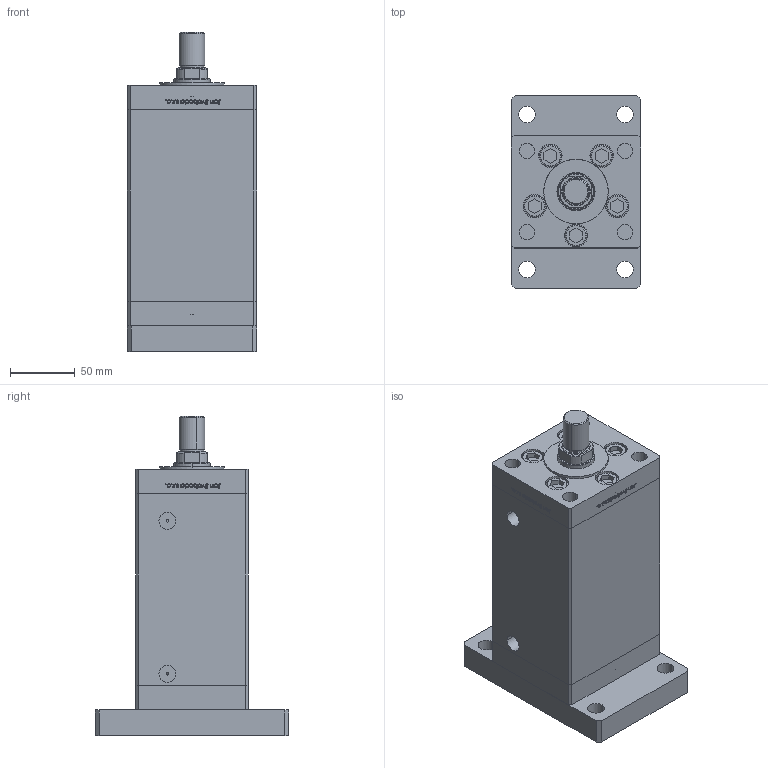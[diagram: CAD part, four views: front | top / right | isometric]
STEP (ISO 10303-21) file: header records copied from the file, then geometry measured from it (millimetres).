
FILE_DESCRIPTION (( 'STEP AP203' ), '1' );
FILE_NAME ('68ca.STEP', '2026-01-26T07:49:12', ( '' ), ( '' ), 'SwSTEP 2.0', 'SolidWorks 2019', '' );
FILE_SCHEMA (( 'CONFIG_CONTROL_DESIGN' ));
Length unit declared in the file: millimetre
Products named in the file (8): V220C_F 0bd47a0e2107e34ee7eb0285bb67c4f3; V220C BACK_G 0bd47a0e2107e34ee7eb0285bb67c4f3; 68ca; V220CC_MALE_METRIC 0bd47a0e2107e34ee7eb0285bb67c4f3; V220C_VC_G 0bd47a0e2107e34ee7eb0285bb67c4f3; V220C_G_MIDDLE 0bd47a0e2107e34ee7eb0285bb67c4f3; V220C_FRONT_G 0bd47a0e2107e34ee7eb0285bb67c4f3; ALLEN BOLT 0bd47a0e2107e34ee7eb0285bb67c4f3
Assembly tree (20 placements, depth 2):
  68ca
    V220C BACK_G 0bd47a0e2107e34ee7eb0285bb67c4f3
    V220C_FRONT_G 0bd47a0e2107e34ee7eb0285bb67c4f3
    V220C_G_MIDDLE 0bd47a0e2107e34ee7eb0285bb67c4f3
    ALLEN BOLT 0bd47a0e2107e34ee7eb0285bb67c4f3  x14
    V220C_F 0bd47a0e2107e34ee7eb0285bb67c4f3
    V220CC_MALE_METRIC 0bd47a0e2107e34ee7eb0285bb67c4f3
    V220C_VC_G 0bd47a0e2107e34ee7eb0285bb67c4f3
Bounding box: 100 x 150 x 247.5 mm (x, y, z)
Volume: 1706061.5 mm3; surface area: 259173.4 mm2
Topology: 20 solids, 20 shells, 1322 faces, 3273 edges, 2136 vertices
Faces by surface type: plane 519, bspline 484, cylinder 191, cone 66, torus 62
Entity records: 54161 total; most frequent: CARTESIAN_POINT 30552, ORIENTED_EDGE 5346, DIRECTION 3161, EDGE_CURVE 2673, VERTEX_POINT 1772, LINE 1375, VECTOR 1375, EDGE_LOOP 1219
